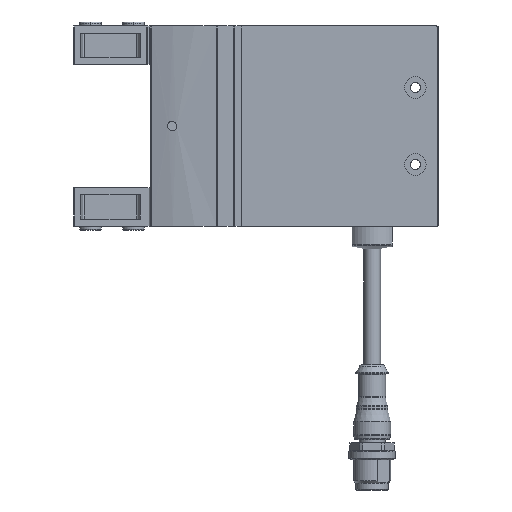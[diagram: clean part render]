
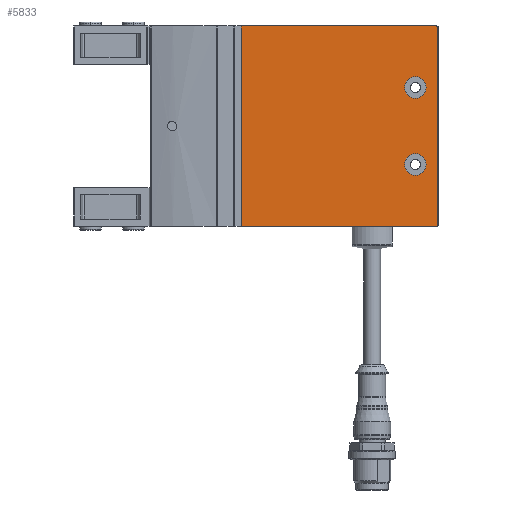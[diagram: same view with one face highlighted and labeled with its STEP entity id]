
A CAD part, left-side view. The second image highlights one B-rep face of the part: STEP entity #5833.
In plain terms, the highlighted planar face has unit normal (-1, 0, 0).
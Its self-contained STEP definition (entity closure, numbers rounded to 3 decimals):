
#173=LINE('',#8233,#561);
#214=LINE('',#8349,#602);
#255=LINE('',#8473,#643);
#561=VECTOR('',#6788,1000.);
#602=VECTOR('',#6869,1000.);
#643=VECTOR('',#6958,1000.);
#903=PLANE('',#6202);
#1124=CIRCLE('',#6203,3.5);
#1125=CIRCLE('',#6204,3.5);
#1126=CIRCLE('',#6205,0.5);
#1127=CIRCLE('',#6206,0.5);
#1506=ORIENTED_EDGE('',*,*,#2687,.F.);
#1507=ORIENTED_EDGE('',*,*,#2688,.F.);
#1508=ORIENTED_EDGE('',*,*,#2627,.T.);
#1509=ORIENTED_EDGE('',*,*,#2689,.F.);
#1510=ORIENTED_EDGE('',*,*,#2690,.T.);
#1511=ORIENTED_EDGE('',*,*,#2691,.F.);
#1512=ORIENTED_EDGE('',*,*,#2567,.F.);
#1513=ORIENTED_EDGE('',*,*,#2685,.T.);
#2567=EDGE_CURVE('',#3163,#3164,#173,.T.);
#2627=EDGE_CURVE('',#3218,#3217,#214,.T.);
#2685=EDGE_CURVE('',#3163,#3218,#3500,.F.);
#2687=EDGE_CURVE('',#3270,#3270,#1124,.T.);
#2688=EDGE_CURVE('',#3271,#3271,#1125,.T.);
#2689=EDGE_CURVE('',#3272,#3217,#1126,.T.);
#2690=EDGE_CURVE('',#3272,#3273,#255,.F.);
#2691=EDGE_CURVE('',#3164,#3273,#1127,.T.);
#3163=VERTEX_POINT('',#8234);
#3164=VERTEX_POINT('',#8235);
#3217=VERTEX_POINT('',#8348);
#3218=VERTEX_POINT('',#8350);
#3270=VERTEX_POINT('',#8468);
#3271=VERTEX_POINT('',#8470);
#3272=VERTEX_POINT('',#8472);
#3273=VERTEX_POINT('',#8474);
#3500=B_SPLINE_CURVE_WITH_KNOTS('',3,(#8460,#8461,#8462,#8463),
 .UNSPECIFIED.,.F.,.F.,(4,4),(0.,1.),.UNSPECIFIED.);
#3554=EDGE_LOOP('',(#1506));
#3555=EDGE_LOOP('',(#1507));
#3556=EDGE_LOOP('',(#1508,#1509,#1510,#1511,#1512,#1513));
#3934=FACE_BOUND('',#3554,.T.);
#3935=FACE_BOUND('',#3555,.T.);
#3936=FACE_BOUND('',#3556,.T.);
#5833=ADVANCED_FACE('',(#3934,#3935,#3936),#903,.F.);
#6202=AXIS2_PLACEMENT_3D('',#8466,#6950,#6951);
#6203=AXIS2_PLACEMENT_3D('',#8467,#6952,#6953);
#6204=AXIS2_PLACEMENT_3D('',#8469,#6954,#6955);
#6205=AXIS2_PLACEMENT_3D('',#8471,#6956,#6957);
#6206=AXIS2_PLACEMENT_3D('',#8475,#6959,#6960);
#6788=DIRECTION('',(0.,-1.,0.));
#6869=DIRECTION('',(0.,-1.,0.));
#6950=DIRECTION('',(1.,0.,0.));
#6951=DIRECTION('',(0.,0.,-1.));
#6952=DIRECTION('',(-1.,0.,0.));
#6953=DIRECTION('',(0.,0.,1.));
#6954=DIRECTION('',(-1.,0.,0.));
#6955=DIRECTION('',(0.,0.,1.));
#6956=DIRECTION('',(1.,0.,0.));
#6957=DIRECTION('',(0.,0.,-1.));
#6958=DIRECTION('',(0.,0.,-1.));
#6959=DIRECTION('',(1.,0.,0.));
#6960=DIRECTION('',(0.,0.,-1.));
#8233=CARTESIAN_POINT('',(-16.,64.,32.5));
#8234=CARTESIAN_POINT('',(-15.998,64.,32.5));
#8235=CARTESIAN_POINT('',(-16.,0.5,32.5));
#8348=CARTESIAN_POINT('',(-16.,0.5,-32.5));
#8349=CARTESIAN_POINT('',(-16.,64.,-32.5));
#8350=CARTESIAN_POINT('',(-15.998,64.,-32.5));
#8460=CARTESIAN_POINT('',(-15.995,64.,-32.5));
#8461=CARTESIAN_POINT('',(-15.995,64.,-10.833));
#8462=CARTESIAN_POINT('',(-15.995,64.,10.833));
#8463=CARTESIAN_POINT('',(-15.995,64.,32.5));
#8466=CARTESIAN_POINT('',(-16.,64.,32.5));
#8467=CARTESIAN_POINT('',(-16.,7.5,-12.5));
#8468=CARTESIAN_POINT('',(-16.,7.5,-9.));
#8469=CARTESIAN_POINT('',(-16.,7.5,12.5));
#8470=CARTESIAN_POINT('',(-16.,7.5,16.));
#8471=CARTESIAN_POINT('',(-16.,0.5,-32.));
#8472=CARTESIAN_POINT('',(-16.,0.401,-32.49));
#8473=CARTESIAN_POINT('',(-16.,0.401,32.5));
#8474=CARTESIAN_POINT('',(-16.,0.401,32.49));
#8475=CARTESIAN_POINT('',(-16.,0.5,32.));
